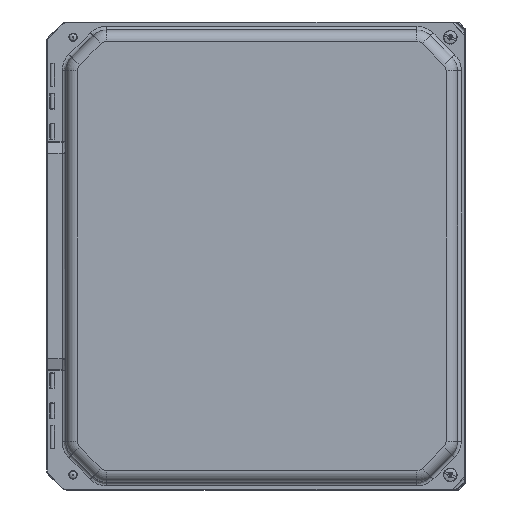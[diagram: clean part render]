
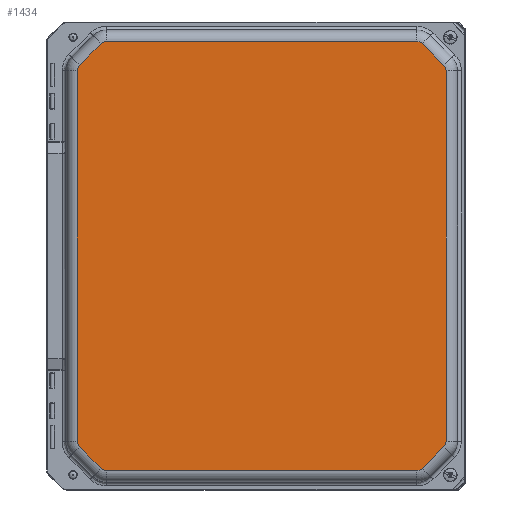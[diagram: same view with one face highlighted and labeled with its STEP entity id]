
A CAD part, top view. The second image highlights one B-rep face of the part: STEP entity #1434.
In plain terms, the highlighted planar face has unit normal (0, 0, 1).
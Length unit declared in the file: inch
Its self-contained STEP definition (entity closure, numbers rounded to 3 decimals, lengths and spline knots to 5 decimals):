
#34 = ORIENTED_EDGE ( 'NONE', *, *, #96485, .T. ) ;
#1434 = ADVANCED_FACE ( 'NONE', ( #95547 ), #119923, .T. ) ;
#1782 = EDGE_CURVE ( 'NONE', #3695, #12500, #102818, .T. ) ;
#2945 = DIRECTION ( 'NONE',  ( 0., 0., 1. ) ) ;
#3360 = DIRECTION ( 'NONE',  ( 0., 0., 1. ) ) ;
#3695 = VERTEX_POINT ( 'NONE', #52156 ) ;
#4219 = CARTESIAN_POINT ( 'NONE',  ( 0., -0.0056, 8.343 ) ) ;
#6107 = CIRCLE ( 'NONE', #90752, 0.25386 ) ;
#6627 = CIRCLE ( 'NONE', #64234, 0.25386 ) ;
#7592 = CARTESIAN_POINT ( 'NONE',  ( -5.8505, 6.12946, 8.343 ) ) ;
#8952 = ORIENTED_EDGE ( 'NONE', *, *, #19476, .T. ) ;
#9481 = CARTESIAN_POINT ( 'NONE',  ( 0., -7.11096, 8.343 ) ) ;
#10890 = DIRECTION ( 'NONE',  ( 1., 0., 0. ) ) ;
#11706 = CARTESIAN_POINT ( 'NONE',  ( -5.8505, -6.14066, 8.343 ) ) ;
#12500 = VERTEX_POINT ( 'NONE', #94192 ) ;
#13466 = ORIENTED_EDGE ( 'NONE', *, *, #1782, .T. ) ;
#14145 = VECTOR ( 'NONE', #80052, 39.37008 ) ;
#14296 = DIRECTION ( 'NONE',  ( 1., 0., 0. ) ) ;
#16175 = EDGE_CURVE ( 'NONE', #16565, #20146, #28926, .T. ) ;
#16565 = VERTEX_POINT ( 'NONE', #29100 ) ;
#17728 = ORIENTED_EDGE ( 'NONE', *, *, #48232, .T. ) ;
#18771 = EDGE_CURVE ( 'NONE', #85095, #34149, #105257, .T. ) ;
#19153 = LINE ( 'NONE', #19840, #73405 ) ;
#19476 = EDGE_CURVE ( 'NONE', #65264, #59515, #55306, .T. ) ;
#19771 = CARTESIAN_POINT ( 'NONE',  ( 5.31356, -7.03661, 8.343 ) ) ;
#19840 = CARTESIAN_POINT ( 'NONE',  ( -5.31356, 7.0254, 8.343 ) ) ;
#20146 = VERTEX_POINT ( 'NONE', #93866 ) ;
#21776 = VECTOR ( 'NONE', #63813, 39.37008 ) ;
#22038 = CIRCLE ( 'NONE', #69591, 0.25386 ) ;
#25768 = EDGE_CURVE ( 'NONE', #27910, #65200, #64060, .T. ) ;
#26769 = CARTESIAN_POINT ( 'NONE',  ( -6.10436, -6.14066, 8.343 ) ) ;
#26967 = CIRCLE ( 'NONE', #61859, 0.25386 ) ;
#27910 = VERTEX_POINT ( 'NONE', #97678 ) ;
#28023 = EDGE_CURVE ( 'NONE', #12500, #27910, #22038, .T. ) ;
#28926 = LINE ( 'NONE', #86879, #52941 ) ;
#29100 = CARTESIAN_POINT ( 'NONE',  ( 5.13406, 7.09975, 8.343 ) ) ;
#32904 = EDGE_CURVE ( 'NONE', #64237, #50960, #19153, .T. ) ;
#32915 = EDGE_CURVE ( 'NONE', #34149, #3695, #86931, .T. ) ;
#34149 = VERTEX_POINT ( 'NONE', #66307 ) ;
#34801 = CARTESIAN_POINT ( 'NONE',  ( -5.13406, -7.11096, 8.343 ) ) ;
#35431 = AXIS2_PLACEMENT_3D ( 'NONE', #11706, #117726, #10890 ) ;
#35964 = EDGE_LOOP ( 'NONE', ( #8952, #62941, #80449, #111251, #40865, #111314, #73469, #13466, #40417, #102124, #34, #121717, #17728, #79192, #98914, #109536 ) ) ;
#38344 = DIRECTION ( 'NONE',  ( 0., -1., 0. ) ) ;
#39680 = EDGE_CURVE ( 'NONE', #50960, #70043, #26967, .T. ) ;
#40417 = ORIENTED_EDGE ( 'NONE', *, *, #28023, .T. ) ;
#40865 = ORIENTED_EDGE ( 'NONE', *, *, #64683, .T. ) ;
#41695 = AXIS2_PLACEMENT_3D ( 'NONE', #58194, #67526, #38344 ) ;
#42117 = CARTESIAN_POINT ( 'NONE',  ( 5.8505, 6.12946, 8.343 ) ) ;
#43289 = CARTESIAN_POINT ( 'NONE',  ( -5.31356, -7.03661, 8.343 ) ) ;
#45354 = VECTOR ( 'NONE', #61841, 39.37008 ) ;
#46710 = DIRECTION ( 'NONE',  ( 0., 0., 1. ) ) ;
#46846 = VERTEX_POINT ( 'NONE', #34801 ) ;
#48232 = EDGE_CURVE ( 'NONE', #20146, #64237, #49748, .T. ) ;
#48470 = CIRCLE ( 'NONE', #59429, 0.25386 ) ;
#49748 = CIRCLE ( 'NONE', #52808, 0.25386 ) ;
#50268 = LINE ( 'NONE', #118311, #14145 ) ;
#50960 = VERTEX_POINT ( 'NONE', #51833 ) ;
#51833 = CARTESIAN_POINT ( 'NONE',  ( -6.03, 6.30896, 8.343 ) ) ;
#52156 = CARTESIAN_POINT ( 'NONE',  ( 6.10436, -6.14066, 8.343 ) ) ;
#52253 = DIRECTION ( 'NONE',  ( 0., -1., 0. ) ) ;
#52808 = AXIS2_PLACEMENT_3D ( 'NONE', #115427, #68780, #57826 ) ;
#52941 = VECTOR ( 'NONE', #115846, 39.37008 ) ;
#54103 = CARTESIAN_POINT ( 'NONE',  ( 6.03, 6.30896, 8.343 ) ) ;
#55245 = DIRECTION ( 'NONE',  ( 0., 0., 1. ) ) ;
#55306 = CIRCLE ( 'NONE', #35431, 0.25386 ) ;
#55400 = VERTEX_POINT ( 'NONE', #93044 ) ;
#56644 = DIRECTION ( 'NONE',  ( 1., 0., 0. ) ) ;
#57111 = VECTOR ( 'NONE', #123756, 39.37008 ) ;
#57826 = DIRECTION ( 'NONE',  ( 1., 0., 0. ) ) ;
#58194 = CARTESIAN_POINT ( 'NONE',  ( 5.8505, -6.14066, 8.343 ) ) ;
#59429 = AXIS2_PLACEMENT_3D ( 'NONE', #112402, #55245, #52253 ) ;
#59515 = VERTEX_POINT ( 'NONE', #86132 ) ;
#60451 = LINE ( 'NONE', #9481, #79968 ) ;
#60505 = DIRECTION ( 'NONE',  ( 0., 1., 0. ) ) ;
#61494 = DIRECTION ( 'NONE',  ( 0., 0., 1. ) ) ;
#61841 = DIRECTION ( 'NONE',  ( 0.707, -0.707, 0. ) ) ;
#61859 = AXIS2_PLACEMENT_3D ( 'NONE', #7592, #46710, #94217 ) ;
#62941 = ORIENTED_EDGE ( 'NONE', *, *, #106830, .T. ) ;
#63813 = DIRECTION ( 'NONE',  ( -0.707, 0.707, 0. ) ) ;
#64060 = LINE ( 'NONE', #54103, #21776 ) ;
#64234 = AXIS2_PLACEMENT_3D ( 'NONE', #71151, #3360, #119912 ) ;
#64237 = VERTEX_POINT ( 'NONE', #68055 ) ;
#64683 = EDGE_CURVE ( 'NONE', #55400, #85095, #6627, .T. ) ;
#65200 = VERTEX_POINT ( 'NONE', #113410 ) ;
#65264 = VERTEX_POINT ( 'NONE', #26769 ) ;
#66307 = CARTESIAN_POINT ( 'NONE',  ( 6.03, -6.32017, 8.343 ) ) ;
#67526 = DIRECTION ( 'NONE',  ( 0., 0., 1. ) ) ;
#68055 = CARTESIAN_POINT ( 'NONE',  ( -5.31356, 7.0254, 8.343 ) ) ;
#68780 = DIRECTION ( 'NONE',  ( 0., 0., 1. ) ) ;
#69591 = AXIS2_PLACEMENT_3D ( 'NONE', #42117, #119117, #102274 ) ;
#69941 = DIRECTION ( 'NONE',  ( 0., -1., 0. ) ) ;
#70043 = VERTEX_POINT ( 'NONE', #103103 ) ;
#71151 = CARTESIAN_POINT ( 'NONE',  ( 5.13406, -6.8571, 8.343 ) ) ;
#73405 = VECTOR ( 'NONE', #95178, 39.37008 ) ;
#73469 = ORIENTED_EDGE ( 'NONE', *, *, #32915, .T. ) ;
#79192 = ORIENTED_EDGE ( 'NONE', *, *, #32904, .T. ) ;
#79968 = VECTOR ( 'NONE', #56644, 39.37008 ) ;
#80052 = DIRECTION ( 'NONE',  ( 0., -1., 0. ) ) ;
#80449 = ORIENTED_EDGE ( 'NONE', *, *, #103357, .T. ) ;
#80800 = CARTESIAN_POINT ( 'NONE',  ( 5.13406, 6.8459, 8.343 ) ) ;
#85095 = VERTEX_POINT ( 'NONE', #19771 ) ;
#86132 = CARTESIAN_POINT ( 'NONE',  ( -6.03, -6.32017, 8.343 ) ) ;
#86879 = CARTESIAN_POINT ( 'NONE',  ( 0., 7.09975, 8.343 ) ) ;
#86931 = CIRCLE ( 'NONE', #41695, 0.25386 ) ;
#87765 = VECTOR ( 'NONE', #60505, 39.37008 ) ;
#88809 = EDGE_CURVE ( 'NONE', #46846, #55400, #60451, .T. ) ;
#89724 = VERTEX_POINT ( 'NONE', #43289 ) ;
#90321 = CARTESIAN_POINT ( 'NONE',  ( 6.10436, -0.0056, 8.343 ) ) ;
#90394 = CARTESIAN_POINT ( 'NONE',  ( -6.03, -6.32017, 8.343 ) ) ;
#90752 = AXIS2_PLACEMENT_3D ( 'NONE', #80800, #2945, #69941 ) ;
#91894 = LINE ( 'NONE', #90394, #45354 ) ;
#93044 = CARTESIAN_POINT ( 'NONE',  ( 5.13406, -7.11096, 8.343 ) ) ;
#93866 = CARTESIAN_POINT ( 'NONE',  ( -5.13406, 7.09975, 8.343 ) ) ;
#94192 = CARTESIAN_POINT ( 'NONE',  ( 6.10436, 6.12946, 8.343 ) ) ;
#94217 = DIRECTION ( 'NONE',  ( 1., 0., 0. ) ) ;
#95178 = DIRECTION ( 'NONE',  ( -0.707, -0.707, 0. ) ) ;
#95547 = FACE_OUTER_BOUND ( 'NONE', #35964, .T. ) ;
#96485 = EDGE_CURVE ( 'NONE', #65200, #16565, #6107, .T. ) ;
#97678 = CARTESIAN_POINT ( 'NONE',  ( 6.03, 6.30896, 8.343 ) ) ;
#98914 = ORIENTED_EDGE ( 'NONE', *, *, #39680, .T. ) ;
#102124 = ORIENTED_EDGE ( 'NONE', *, *, #25768, .T. ) ;
#102274 = DIRECTION ( 'NONE',  ( 1., 0., 0. ) ) ;
#102818 = LINE ( 'NONE', #90321, #87765 ) ;
#103103 = CARTESIAN_POINT ( 'NONE',  ( -6.10436, 6.12946, 8.343 ) ) ;
#103357 = EDGE_CURVE ( 'NONE', #89724, #46846, #48470, .T. ) ;
#103508 = AXIS2_PLACEMENT_3D ( 'NONE', #4219, #61494, #14296 ) ;
#103935 = CARTESIAN_POINT ( 'NONE',  ( 5.31356, -7.03661, 8.343 ) ) ;
#105257 = LINE ( 'NONE', #103935, #57111 ) ;
#106830 = EDGE_CURVE ( 'NONE', #59515, #89724, #91894, .T. ) ;
#109536 = ORIENTED_EDGE ( 'NONE', *, *, #110442, .T. ) ;
#110442 = EDGE_CURVE ( 'NONE', #70043, #65264, #50268, .T. ) ;
#111251 = ORIENTED_EDGE ( 'NONE', *, *, #88809, .T. ) ;
#111314 = ORIENTED_EDGE ( 'NONE', *, *, #18771, .T. ) ;
#112402 = CARTESIAN_POINT ( 'NONE',  ( -5.13406, -6.8571, 8.343 ) ) ;
#113410 = CARTESIAN_POINT ( 'NONE',  ( 5.31356, 7.0254, 8.343 ) ) ;
#115427 = CARTESIAN_POINT ( 'NONE',  ( -5.13406, 6.8459, 8.343 ) ) ;
#115846 = DIRECTION ( 'NONE',  ( -1., 0., 0. ) ) ;
#117726 = DIRECTION ( 'NONE',  ( 0., 0., 1. ) ) ;
#118311 = CARTESIAN_POINT ( 'NONE',  ( -6.10436, -0.0056, 8.343 ) ) ;
#119117 = DIRECTION ( 'NONE',  ( 0., 0., 1. ) ) ;
#119912 = DIRECTION ( 'NONE',  ( 0., -1., 0. ) ) ;
#119923 = PLANE ( 'NONE',  #103508 ) ;
#121717 = ORIENTED_EDGE ( 'NONE', *, *, #16175, .T. ) ;
#123756 = DIRECTION ( 'NONE',  ( 0.707, 0.707, 0. ) ) ;
